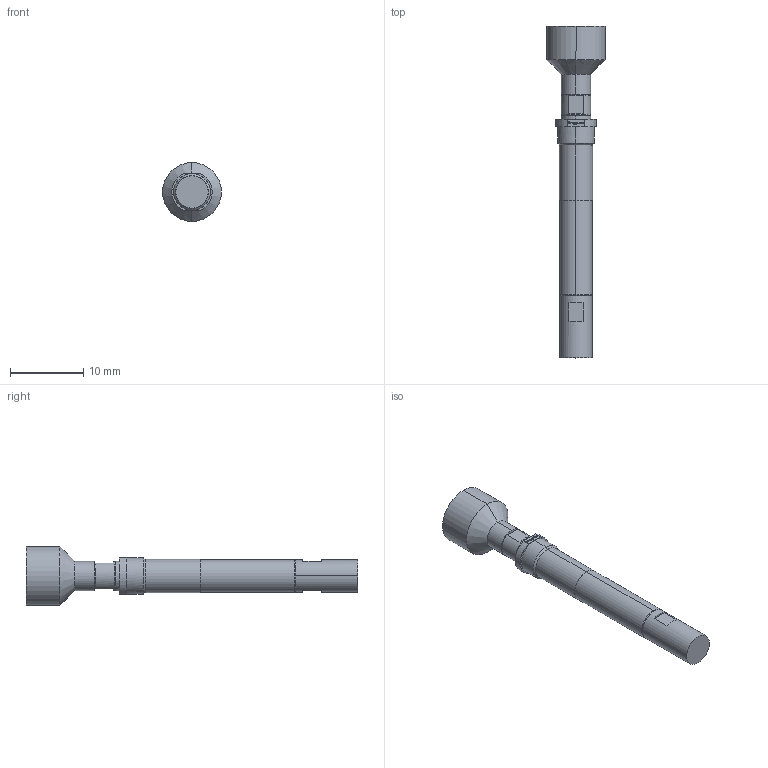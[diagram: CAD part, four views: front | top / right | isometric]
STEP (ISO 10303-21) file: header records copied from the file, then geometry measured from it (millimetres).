
FILE_DESCRIPTION (( 'STEP AP203' ), '1' );
FILE_NAME ('INGUN_HFS-860_303_150_A_xx43_ER_M.STEP', '2022-04-27T10:49:32', ( 'ochi' ), ( '' ), 'SwSTEP 2.0', 'SolidWorks 2018', '' );
FILE_SCHEMA (( 'CONFIG_CONTROL_DESIGN' ));
Length unit declared in the file: millimetre
Products named in the file (1): INGUN_HFS-860_303_150_A_xx43_ER_M
Bounding box: 8 x 45.2 x 8 mm (x, y, z)
Volume: 720.2 mm3; surface area: 914.4 mm2
Topology: 1 solids, 1 shells, 129 faces, 306 edges, 195 vertices
Faces by surface type: plane 63, cylinder 28, bspline 22, cone 14, torus 2
Entity records: 4135 total; most frequent: CARTESIAN_POINT 1227, ORIENTED_EDGE 608, DIRECTION 526, EDGE_CURVE 304, VERTEX_POINT 195, AXIS2_PLACEMENT_3D 188, LINE 150, VECTOR 150
